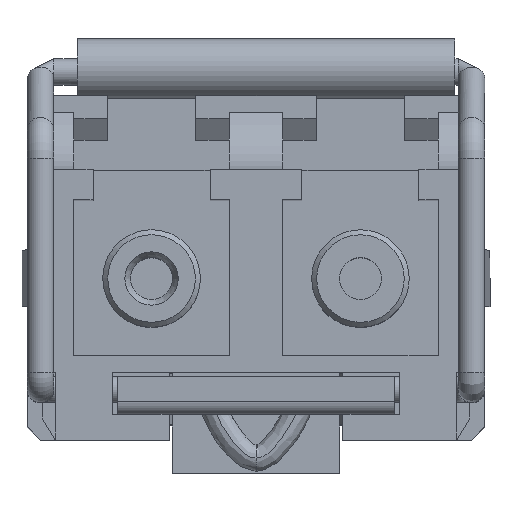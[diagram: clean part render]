
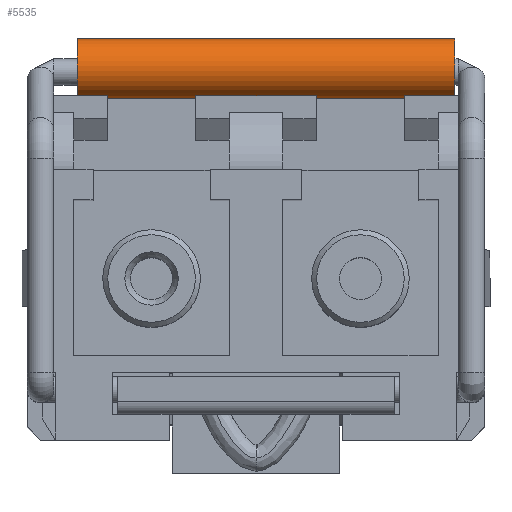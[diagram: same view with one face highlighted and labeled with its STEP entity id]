
A CAD part, top view. The second image highlights one B-rep face of the part: STEP entity #5535.
In plain terms, the highlighted cylindrical face has radius 0.9 mm (diameter 1.8 mm), a full revolution.
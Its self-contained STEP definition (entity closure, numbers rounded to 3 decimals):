
#37 = DIRECTION ( 'NONE',  ( -1., 0., 0. ) ) ;
#198 = CARTESIAN_POINT ( 'NONE',  ( 1.8, 9.8, 5.6 ) ) ;
#610 = VERTEX_POINT ( 'NONE', #6940 ) ;
#763 = EDGE_CURVE ( 'NONE', #9072, #5102, #17306, .T. ) ;
#2593 = DIRECTION ( 'NONE',  ( 1., 0., 0. ) ) ;
#2604 = AXIS2_PLACEMENT_3D ( 'NONE', #24120, #12639, #22621 ) ;
#2733 = EDGE_CURVE ( 'NONE', #610, #21254, #14682, .T. ) ;
#2759 = CARTESIAN_POINT ( 'NONE',  ( 6.051, 9.8, 6.364 ) ) ;
#2834 = CARTESIAN_POINT ( 'NONE',  ( 4.45, 10.615, 5.982 ) ) ;
#2886 = CIRCLE ( 'NONE', #9822, 0.9 ) ;
#2958 = CARTESIAN_POINT ( 'NONE',  ( 6.051, 9.8, 6.364 ) ) ;
#3157 = AXIS2_PLACEMENT_3D ( 'NONE', #2834, #10673, #12658 ) ;
#3275 = EDGE_CURVE ( 'NONE', #21128, #20423, #6905, .T. ) ;
#3282 = VECTOR ( 'NONE', #3671, 1000. ) ;
#3552 = DIRECTION ( 'NONE',  ( -1., 0., 0. ) ) ;
#3568 = CIRCLE ( 'NONE', #22011, 0.9 ) ;
#3651 = ORIENTED_EDGE ( 'NONE', *, *, #6079, .F. ) ;
#3671 = DIRECTION ( 'NONE',  ( 1., 0., 0. ) ) ;
#3931 = VECTOR ( 'NONE', #15000, 1000. ) ;
#4128 = VERTEX_POINT ( 'NONE', #198 ) ;
#4212 = ORIENTED_EDGE ( 'NONE', *, *, #10985, .F. ) ;
#4438 = CARTESIAN_POINT ( 'NONE',  ( -5.349, 9.8, 6.364 ) ) ;
#4689 = DIRECTION ( 'NONE',  ( 1., 0., 0. ) ) ;
#4811 = AXIS2_PLACEMENT_3D ( 'NONE', #22242, #18313, #10876 ) ;
#5102 = VERTEX_POINT ( 'NONE', #4438 ) ;
#5410 = DIRECTION ( 'NONE',  ( 0., 0., -1. ) ) ;
#5458 = CARTESIAN_POINT ( 'NONE',  ( -1.8, 9.8, 5.6 ) ) ;
#5535 = ADVANCED_FACE ( 'NONE', ( #23300, #20826, #19303 ), #23599, .T. ) ;
#5655 = DIRECTION ( 'NONE',  ( -1., 0., 0. ) ) ;
#5857 = ORIENTED_EDGE ( 'NONE', *, *, #763, .F. ) ;
#6079 = EDGE_CURVE ( 'NONE', #18063, #18278, #22901, .T. ) ;
#6271 = CARTESIAN_POINT ( 'NONE',  ( 6.051, 9.8, 5.6 ) ) ;
#6905 = LINE ( 'NONE', #11389, #3282 ) ;
#6940 = CARTESIAN_POINT ( 'NONE',  ( 5.951, 9.8, 6.364 ) ) ;
#7187 = CARTESIAN_POINT ( 'NONE',  ( 4.45, 9.8, 5.6 ) ) ;
#8160 = CARTESIAN_POINT ( 'NONE',  ( -1.8, 9.8, 6.364 ) ) ;
#8824 = VECTOR ( 'NONE', #4689, 1000. ) ;
#9072 = VERTEX_POINT ( 'NONE', #13791 ) ;
#9101 = VECTOR ( 'NONE', #16214, 1000. ) ;
#9114 = ORIENTED_EDGE ( 'NONE', *, *, #2733, .F. ) ;
#9447 = EDGE_CURVE ( 'NONE', #5102, #14987, #14202, .T. ) ;
#9533 = ORIENTED_EDGE ( 'NONE', *, *, #21560, .F. ) ;
#9822 = AXIS2_PLACEMENT_3D ( 'NONE', #12339, #2593, #24064 ) ;
#10401 = EDGE_LOOP ( 'NONE', ( #4212, #19320, #5857, #10872 ) ) ;
#10673 = DIRECTION ( 'NONE',  ( 1., 0., 0. ) ) ;
#10690 = EDGE_CURVE ( 'NONE', #4128, #18063, #18285, .T. ) ;
#10872 = ORIENTED_EDGE ( 'NONE', *, *, #15266, .F. ) ;
#10876 = DIRECTION ( 'NONE',  ( 0., 1., 0. ) ) ;
#10985 = EDGE_CURVE ( 'NONE', #14987, #24515, #14313, .T. ) ;
#11259 = CARTESIAN_POINT ( 'NONE',  ( -5.349, 10.615, 5.982 ) ) ;
#11389 = CARTESIAN_POINT ( 'NONE',  ( 6.051, 9.8, 5.6 ) ) ;
#11744 = CARTESIAN_POINT ( 'NONE',  ( 6.051, 9.8, 6.364 ) ) ;
#12302 = CARTESIAN_POINT ( 'NONE',  ( -4.45, 9.8, 5.6 ) ) ;
#12339 = CARTESIAN_POINT ( 'NONE',  ( 5.951, 10.615, 5.982 ) ) ;
#12344 = CARTESIAN_POINT ( 'NONE',  ( 6.051, 9.8, 5.6 ) ) ;
#12639 = DIRECTION ( 'NONE',  ( -1., 0., 0. ) ) ;
#12658 = DIRECTION ( 'NONE',  ( 0., 0., 1. ) ) ;
#13564 = CARTESIAN_POINT ( 'NONE',  ( 1.8, 9.8, 6.364 ) ) ;
#13572 = ORIENTED_EDGE ( 'NONE', *, *, #10690, .F. ) ;
#13791 = CARTESIAN_POINT ( 'NONE',  ( -4.45, 9.8, 6.364 ) ) ;
#14202 = CIRCLE ( 'NONE', #25353, 0.9 ) ;
#14313 = LINE ( 'NONE', #6271, #9101 ) ;
#14682 = LINE ( 'NONE', #2759, #24785 ) ;
#14742 = ORIENTED_EDGE ( 'NONE', *, *, #25139, .F. ) ;
#14987 = VERTEX_POINT ( 'NONE', #15978 ) ;
#15000 = DIRECTION ( 'NONE',  ( -1., 0., 0. ) ) ;
#15266 = EDGE_CURVE ( 'NONE', #24515, #9072, #3568, .T. ) ;
#15978 = CARTESIAN_POINT ( 'NONE',  ( -5.349, 9.8, 5.6 ) ) ;
#16214 = DIRECTION ( 'NONE',  ( 1., 0., 0. ) ) ;
#16752 = EDGE_LOOP ( 'NONE', ( #9533, #24805, #3651, #13572 ) ) ;
#16849 = EDGE_CURVE ( 'NONE', #23729, #18278, #23877, .T. ) ;
#16886 = CIRCLE ( 'NONE', #3157, 0.9 ) ;
#17254 = DIRECTION ( 'NONE',  ( 0., -1., 0. ) ) ;
#17306 = LINE ( 'NONE', #11744, #18523 ) ;
#18063 = VERTEX_POINT ( 'NONE', #13564 ) ;
#18278 = VERTEX_POINT ( 'NONE', #8160 ) ;
#18285 = CIRCLE ( 'NONE', #2604, 0.9 ) ;
#18313 = DIRECTION ( 'NONE',  ( -1., 0., 0. ) ) ;
#18523 = VECTOR ( 'NONE', #37, 1000. ) ;
#19303 = FACE_OUTER_BOUND ( 'NONE', #10401, .T. ) ;
#19316 = DIRECTION ( 'NONE',  ( 0., 0.29, 0.957 ) ) ;
#19320 = ORIENTED_EDGE ( 'NONE', *, *, #9447, .F. ) ;
#19525 = CARTESIAN_POINT ( 'NONE',  ( 4.45, 9.8, 6.364 ) ) ;
#20423 = VERTEX_POINT ( 'NONE', #23860 ) ;
#20694 = CARTESIAN_POINT ( 'NONE',  ( 6.051, 10.615, 5.982 ) ) ;
#20826 = FACE_BOUND ( 'NONE', #16752, .T. ) ;
#21128 = VERTEX_POINT ( 'NONE', #7187 ) ;
#21254 = VERTEX_POINT ( 'NONE', #19525 ) ;
#21560 = EDGE_CURVE ( 'NONE', #23729, #4128, #22584, .T. ) ;
#22011 = AXIS2_PLACEMENT_3D ( 'NONE', #25029, #5655, #5410 ) ;
#22242 = CARTESIAN_POINT ( 'NONE',  ( -1.8, 10.615, 5.982 ) ) ;
#22438 = AXIS2_PLACEMENT_3D ( 'NONE', #20694, #24989, #19316 ) ;
#22534 = EDGE_CURVE ( 'NONE', #20423, #610, #2886, .T. ) ;
#22584 = LINE ( 'NONE', #12344, #8824 ) ;
#22621 = DIRECTION ( 'NONE',  ( 0., 1., 0. ) ) ;
#22901 = LINE ( 'NONE', #2958, #3931 ) ;
#23300 = FACE_OUTER_BOUND ( 'NONE', #24360, .T. ) ;
#23599 = CYLINDRICAL_SURFACE ( 'NONE', #22438, 0.9 ) ;
#23729 = VERTEX_POINT ( 'NONE', #5458 ) ;
#23754 = ORIENTED_EDGE ( 'NONE', *, *, #3275, .F. ) ;
#23860 = CARTESIAN_POINT ( 'NONE',  ( 5.951, 9.8, 5.6 ) ) ;
#23877 = CIRCLE ( 'NONE', #4811, 0.9 ) ;
#24064 = DIRECTION ( 'NONE',  ( 0., 1., 0. ) ) ;
#24120 = CARTESIAN_POINT ( 'NONE',  ( 1.8, 10.615, 5.982 ) ) ;
#24305 = DIRECTION ( 'NONE',  ( -1., 0., 0. ) ) ;
#24360 = EDGE_LOOP ( 'NONE', ( #23754, #14742, #9114, #24993 ) ) ;
#24515 = VERTEX_POINT ( 'NONE', #12302 ) ;
#24785 = VECTOR ( 'NONE', #24305, 1000. ) ;
#24805 = ORIENTED_EDGE ( 'NONE', *, *, #16849, .T. ) ;
#24989 = DIRECTION ( 'NONE',  ( -1., 0., 0. ) ) ;
#24993 = ORIENTED_EDGE ( 'NONE', *, *, #22534, .F. ) ;
#25029 = CARTESIAN_POINT ( 'NONE',  ( -4.45, 10.615, 5.982 ) ) ;
#25139 = EDGE_CURVE ( 'NONE', #21254, #21128, #16886, .T. ) ;
#25353 = AXIS2_PLACEMENT_3D ( 'NONE', #11259, #3552, #17254 ) ;
